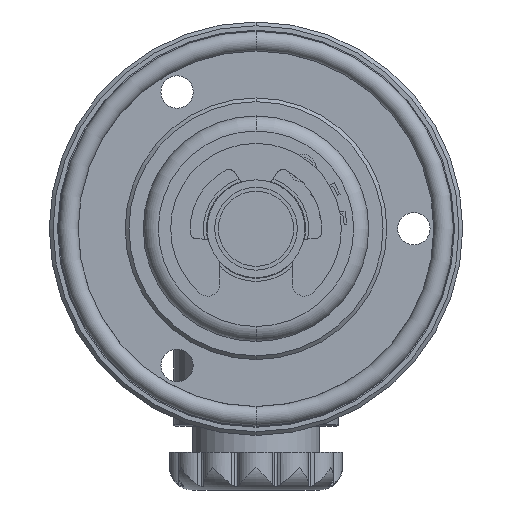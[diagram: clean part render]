
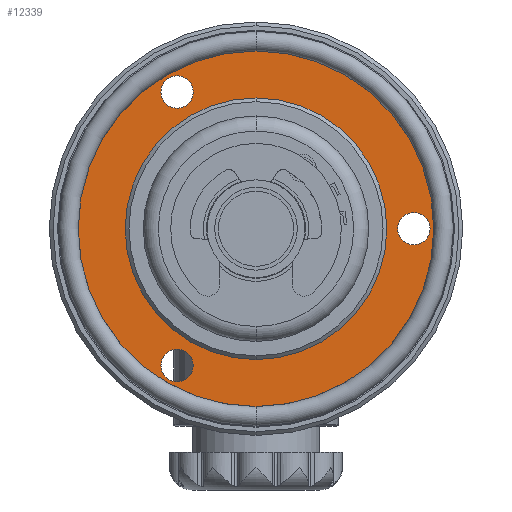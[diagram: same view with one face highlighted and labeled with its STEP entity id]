
A CAD part, front view. The second image highlights one B-rep face of the part: STEP entity #12339.
In plain terms, the highlighted planar face has unit normal (0, -1, 0).
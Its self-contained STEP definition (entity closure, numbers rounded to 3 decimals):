
#231 = AXIS2_PLACEMENT_3D ( 'NONE', #15481, #2012, #5349 ) ;
#905 = DIRECTION ( 'NONE',  ( 0., 1., 0. ) ) ;
#976 = CARTESIAN_POINT ( 'NONE',  ( 17.4, 3.5, 0. ) ) ;
#1163 = CARTESIAN_POINT ( 'NONE',  ( 0., 3.5, 17.4 ) ) ;
#1242 = ORIENTED_EDGE ( 'NONE', *, *, #20356, .T. ) ;
#1269 = VERTEX_POINT ( 'NONE', #23525 ) ;
#1850 = CARTESIAN_POINT ( 'NONE',  ( 23.65, 3.5, 0. ) ) ;
#1855 = EDGE_LOOP ( 'NONE', ( #1242, #18479 ) ) ;
#2009 = AXIS2_PLACEMENT_3D ( 'NONE', #22390, #905, #10492 ) ;
#2012 = DIRECTION ( 'NONE',  ( 0., 1., 0. ) ) ;
#2027 = AXIS2_PLACEMENT_3D ( 'NONE', #4903, #24500, #4656 ) ;
#2055 = CARTESIAN_POINT ( 'NONE',  ( -10.5, 3.5, -18.187 ) ) ;
#2348 = DIRECTION ( 'NONE',  ( 0., 1., 0. ) ) ;
#2565 = CARTESIAN_POINT ( 'NONE',  ( 0., 3.5, 0. ) ) ;
#3190 = DIRECTION ( 'NONE',  ( 0., 1., 0. ) ) ;
#3464 = EDGE_CURVE ( 'NONE', #13045, #14574, #9187, .T. ) ;
#3527 = CARTESIAN_POINT ( 'NONE',  ( 21., 3.5, 0. ) ) ;
#3634 = CARTESIAN_POINT ( 'NONE',  ( -12.362, 3.5, 17.112 ) ) ;
#3856 = CIRCLE ( 'NONE', #7552, 23.65 ) ;
#3986 = CARTESIAN_POINT ( 'NONE',  ( 0., 3.5, 0. ) ) ;
#4056 = VERTEX_POINT ( 'NONE', #22224 ) ;
#4225 = EDGE_CURVE ( 'NONE', #15810, #23490, #12967, .T. ) ;
#4327 = CARTESIAN_POINT ( 'NONE',  ( 21., 3.5, -2.15 ) ) ;
#4656 = DIRECTION ( 'NONE',  ( 0., 0., 1. ) ) ;
#4727 = FACE_OUTER_BOUND ( 'NONE', #8004, .T. ) ;
#4769 = EDGE_LOOP ( 'NONE', ( #13422, #5287 ) ) ;
#4903 = CARTESIAN_POINT ( 'NONE',  ( 0., 3.5, 0. ) ) ;
#5011 = ORIENTED_EDGE ( 'NONE', *, *, #4225, .T. ) ;
#5287 = ORIENTED_EDGE ( 'NONE', *, *, #5784, .T. ) ;
#5349 = DIRECTION ( 'NONE',  ( 0.866, 0., -0.5 ) ) ;
#5706 = EDGE_CURVE ( 'NONE', #14574, #13045, #13189, .T. ) ;
#5784 = EDGE_CURVE ( 'NONE', #13452, #14626, #14023, .T. ) ;
#6307 = DIRECTION ( 'NONE',  ( -1., 0., 0. ) ) ;
#6663 = PLANE ( 'NONE',  #10529 ) ;
#6704 = ORIENTED_EDGE ( 'NONE', *, *, #14526, .T. ) ;
#6845 = EDGE_CURVE ( 'NONE', #4056, #21347, #18578, .T. ) ;
#6915 = FACE_BOUND ( 'NONE', #10970, .T. ) ;
#6965 = AXIS2_PLACEMENT_3D ( 'NONE', #2055, #16305, #21869 ) ;
#7532 = AXIS2_PLACEMENT_3D ( 'NONE', #3527, #11418, #17897 ) ;
#7552 = AXIS2_PLACEMENT_3D ( 'NONE', #3986, #8128, #11875 ) ;
#7553 = DIRECTION ( 'NONE',  ( -0.866, 0., -0.5 ) ) ;
#7940 = EDGE_CURVE ( 'NONE', #1269, #24321, #21517, .T. ) ;
#8004 = EDGE_LOOP ( 'NONE', ( #21433, #21149 ) ) ;
#8128 = DIRECTION ( 'NONE',  ( 0., 1., 0. ) ) ;
#8994 = FACE_BOUND ( 'NONE', #20407, .T. ) ;
#9187 = CIRCLE ( 'NONE', #7532, 2.15 ) ;
#10492 = DIRECTION ( 'NONE',  ( 0., 0., 1. ) ) ;
#10529 = AXIS2_PLACEMENT_3D ( 'NONE', #976, #10683, #16654 ) ;
#10581 = CIRCLE ( 'NONE', #231, 2.15 ) ;
#10683 = DIRECTION ( 'NONE',  ( 0., 1., 0. ) ) ;
#10970 = EDGE_LOOP ( 'NONE', ( #13876, #19009 ) ) ;
#11418 = DIRECTION ( 'NONE',  ( 0., 1., 0. ) ) ;
#11449 = AXIS2_PLACEMENT_3D ( 'NONE', #25333, #2348, #7553 ) ;
#11875 = DIRECTION ( 'NONE',  ( -1., 0., 0. ) ) ;
#12096 = DIRECTION ( 'NONE',  ( 0., 1., 0. ) ) ;
#12339 = ADVANCED_FACE ( 'NONE', ( #14697, #8994, #6915, #14815, #4727 ), #6663, .F. ) ;
#12967 = CIRCLE ( 'NONE', #14607, 2.15 ) ;
#13035 = CARTESIAN_POINT ( 'NONE',  ( -10.5, 3.5, 18.187 ) ) ;
#13045 = VERTEX_POINT ( 'NONE', #4327 ) ;
#13075 = EDGE_CURVE ( 'NONE', #14626, #13452, #25047, .T. ) ;
#13189 = CIRCLE ( 'NONE', #2009, 2.15 ) ;
#13422 = ORIENTED_EDGE ( 'NONE', *, *, #13075, .T. ) ;
#13452 = VERTEX_POINT ( 'NONE', #15710 ) ;
#13876 = ORIENTED_EDGE ( 'NONE', *, *, #5706, .T. ) ;
#14023 = CIRCLE ( 'NONE', #2027, 17.4 ) ;
#14526 = EDGE_CURVE ( 'NONE', #23490, #15810, #17672, .T. ) ;
#14574 = VERTEX_POINT ( 'NONE', #24505 ) ;
#14607 = AXIS2_PLACEMENT_3D ( 'NONE', #13035, #3190, #21059 ) ;
#14626 = VERTEX_POINT ( 'NONE', #1163 ) ;
#14697 = FACE_BOUND ( 'NONE', #1855, .T. ) ;
#14815 = FACE_BOUND ( 'NONE', #4769, .T. ) ;
#15285 = AXIS2_PLACEMENT_3D ( 'NONE', #2565, #16162, #6307 ) ;
#15481 = CARTESIAN_POINT ( 'NONE',  ( -10.5, 3.5, -18.187 ) ) ;
#15710 = CARTESIAN_POINT ( 'NONE',  ( 0., 3.5, -17.4 ) ) ;
#15810 = VERTEX_POINT ( 'NONE', #3634 ) ;
#16162 = DIRECTION ( 'NONE',  ( 0., 1., 0. ) ) ;
#16305 = DIRECTION ( 'NONE',  ( 0., 1., 0. ) ) ;
#16654 = DIRECTION ( 'NONE',  ( 0., 0., 1. ) ) ;
#17672 = CIRCLE ( 'NONE', #11449, 2.15 ) ;
#17897 = DIRECTION ( 'NONE',  ( 0., 0., 1. ) ) ;
#18479 = ORIENTED_EDGE ( 'NONE', *, *, #6845, .T. ) ;
#18578 = CIRCLE ( 'NONE', #6965, 2.15 ) ;
#19009 = ORIENTED_EDGE ( 'NONE', *, *, #3464, .T. ) ;
#20015 = DIRECTION ( 'NONE',  ( 0., 0., 1. ) ) ;
#20087 = AXIS2_PLACEMENT_3D ( 'NONE', #21930, #12096, #20015 ) ;
#20095 = CARTESIAN_POINT ( 'NONE',  ( -8.638, 3.5, 19.262 ) ) ;
#20356 = EDGE_CURVE ( 'NONE', #21347, #4056, #10581, .T. ) ;
#20407 = EDGE_LOOP ( 'NONE', ( #5011, #6704 ) ) ;
#21059 = DIRECTION ( 'NONE',  ( -0.866, 0., -0.5 ) ) ;
#21149 = ORIENTED_EDGE ( 'NONE', *, *, #23693, .F. ) ;
#21347 = VERTEX_POINT ( 'NONE', #25496 ) ;
#21433 = ORIENTED_EDGE ( 'NONE', *, *, #7940, .F. ) ;
#21517 = CIRCLE ( 'NONE', #15285, 23.65 ) ;
#21869 = DIRECTION ( 'NONE',  ( 0.866, 0., -0.5 ) ) ;
#21930 = CARTESIAN_POINT ( 'NONE',  ( 0., 3.5, 0. ) ) ;
#22224 = CARTESIAN_POINT ( 'NONE',  ( -12.362, 3.5, -17.112 ) ) ;
#22390 = CARTESIAN_POINT ( 'NONE',  ( 21., 3.5, 0. ) ) ;
#23490 = VERTEX_POINT ( 'NONE', #20095 ) ;
#23525 = CARTESIAN_POINT ( 'NONE',  ( -23.65, 3.5, 0. ) ) ;
#23693 = EDGE_CURVE ( 'NONE', #24321, #1269, #3856, .T. ) ;
#24321 = VERTEX_POINT ( 'NONE', #1850 ) ;
#24500 = DIRECTION ( 'NONE',  ( 0., 1., 0. ) ) ;
#24505 = CARTESIAN_POINT ( 'NONE',  ( 21., 3.5, 2.15 ) ) ;
#25047 = CIRCLE ( 'NONE', #20087, 17.4 ) ;
#25333 = CARTESIAN_POINT ( 'NONE',  ( -10.5, 3.5, 18.187 ) ) ;
#25496 = CARTESIAN_POINT ( 'NONE',  ( -8.638, 3.5, -19.262 ) ) ;
